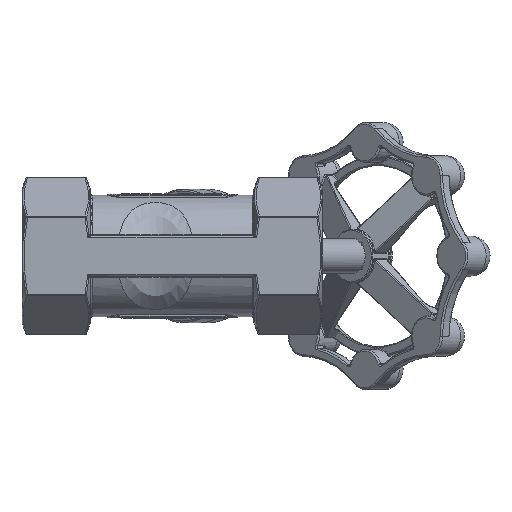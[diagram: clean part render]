
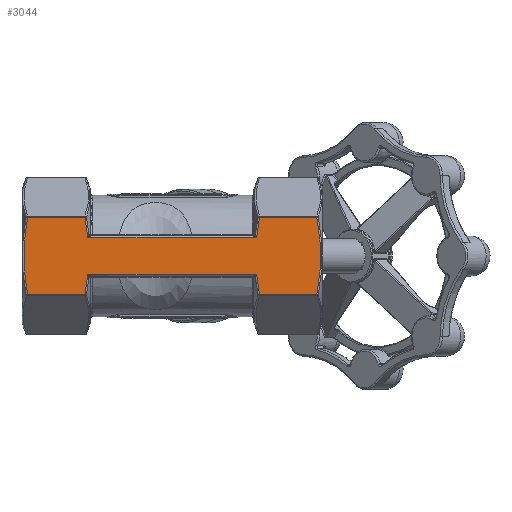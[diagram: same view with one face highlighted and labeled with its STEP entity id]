
A CAD part, front view. The second image highlights one B-rep face of the part: STEP entity #3044.
In plain terms, the highlighted planar face has unit normal (0, -1, 0).
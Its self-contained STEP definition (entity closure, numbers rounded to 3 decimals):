
#3044 = ADVANCED_FACE ( 'NONE', ( #7783 ), #8769, .T. ) ;
#3423 = CARTESIAN_POINT ( 'NONE',  ( 70.302, -20.5, -5.5 ) ) ;
#4270 = LINE ( 'NONE', #49563, #4271 ) ;
#4271 = VECTOR ( 'NONE', #49565, 1000. ) ;
#7783 = FACE_OUTER_BOUND ( 'NONE', #24886, .T. ) ;
#8769 = PLANE ( 'NONE',  #35332 ) ;
#8823 = CARTESIAN_POINT ( 'NONE',  ( 0., -20.5, -24.001 ) ) ;
#8879 = DIRECTION ( 'NONE',  ( 0., -1., 0. ) ) ;
#8990 = DIRECTION ( 'NONE',  ( 0., 0., -1. ) ) ;
#9870 = CARTESIAN_POINT ( 'NONE',  ( 71.158, -20.5, 11.547 ) ) ;
#9873 = CARTESIAN_POINT ( 'NONE',  ( 70.793, -20.5, 9.543 ) ) ;
#9875 = CARTESIAN_POINT ( 'NONE',  ( 70.498, -20.5, 7.528 ) ) ;
#9878 = CARTESIAN_POINT ( 'NONE',  ( 70.302, -20.5, 5.5 ) ) ;
#12867 = CARTESIAN_POINT ( 'NONE',  ( 0., -20.5, -11.547 ) ) ;
#12870 = DIRECTION ( 'NONE',  ( 1., 0., 0. ) ) ;
#14529 = ORIENTED_EDGE ( 'NONE', *, *, #17049, .T. ) ;
#14693 = ORIENTED_EDGE ( 'NONE', *, *, #25820, .T. ) ;
#14776 = ORIENTED_EDGE ( 'NONE', *, *, #17057, .T. ) ;
#14836 = ORIENTED_EDGE ( 'NONE', *, *, #25545, .T. ) ;
#14993 = ORIENTED_EDGE ( 'NONE', *, *, #26017, .T. ) ;
#15123 = ORIENTED_EDGE ( 'NONE', *, *, #25836, .T. ) ;
#15262 = ORIENTED_EDGE ( 'NONE', *, *, #25909, .T. ) ;
#15303 = ORIENTED_EDGE ( 'NONE', *, *, #16981, .T. ) ;
#15310 = ORIENTED_EDGE ( 'NONE', *, *, #17221, .T. ) ;
#15350 = ORIENTED_EDGE ( 'NONE', *, *, #26075, .T. ) ;
#15446 = ORIENTED_EDGE ( 'NONE', *, *, #17132, .T. ) ;
#15476 = ORIENTED_EDGE ( 'NONE', *, *, #26050, .T. ) ;
#16981 = EDGE_CURVE ( 'NONE', #26237, #26181, #38249, .T. ) ;
#17049 = EDGE_CURVE ( 'NONE', #26181, #26221, #33093, .T. ) ;
#17057 = EDGE_CURVE ( 'NONE', #26222, #26237, #33054, .T. ) ;
#17132 = EDGE_CURVE ( 'NONE', #26221, #26167, #38157, .T. ) ;
#17221 = EDGE_CURVE ( 'NONE', #26167, #26179, #4270, .T. ) ;
#19491 = CARTESIAN_POINT ( 'NONE',  ( 19.698, -20.5, 5.5 ) ) ;
#24886 = EDGE_LOOP ( 'NONE', ( #14776, #15303, #14529, #15446, #15310, #14693, #15123, #15350, #14993, #15476, #15262, #14836 ) ) ;
#25545 = EDGE_CURVE ( 'NONE', #34532, #26222, #59453, .T. ) ;
#25820 = EDGE_CURVE ( 'NONE', #26179, #26204, #59438, .T. ) ;
#25836 = EDGE_CURVE ( 'NONE', #26204, #26273, #34075, .T. ) ;
#25909 = EDGE_CURVE ( 'NONE', #34550, #34532, #34016, .T. ) ;
#26017 = EDGE_CURVE ( 'NONE', #34539, #34529, #42757, .T. ) ;
#26050 = EDGE_CURVE ( 'NONE', #34529, #34550, #59531, .T. ) ;
#26075 = EDGE_CURVE ( 'NONE', #26273, #34539, #59418, .T. ) ;
#26167 = VERTEX_POINT ( 'NONE', #27379 ) ;
#26179 = VERTEX_POINT ( 'NONE', #53309 ) ;
#26181 = VERTEX_POINT ( 'NONE', #53331 ) ;
#26204 = VERTEX_POINT ( 'NONE', #39509 ) ;
#26221 = VERTEX_POINT ( 'NONE', #51547 ) ;
#26222 = VERTEX_POINT ( 'NONE', #50740 ) ;
#26237 = VERTEX_POINT ( 'NONE', #19491 ) ;
#26273 = VERTEX_POINT ( 'NONE', #3423 ) ;
#27379 = CARTESIAN_POINT ( 'NONE',  ( 1.658, -20.5, -11.547 ) ) ;
#31822 = CARTESIAN_POINT ( 'NONE',  ( 19.698, -20.5, -5.5 ) ) ;
#32259 = CARTESIAN_POINT ( 'NONE',  ( 19.502, -20.5, -7.528 ) ) ;
#32348 = CARTESIAN_POINT ( 'NONE',  ( 19.207, -20.5, -9.543 ) ) ;
#32605 = CARTESIAN_POINT ( 'NONE',  ( 18.842, -20.5, -11.547 ) ) ;
#32766 = CARTESIAN_POINT ( 'NONE',  ( 1.658, -20.5, 11.547 ) ) ;
#33054 = LINE ( 'NONE', #67300, #33055 ) ;
#33055 = VECTOR ( 'NONE', #67301, 1000. ) ;
#33093 = LINE ( 'NONE', #67264, #33094 ) ;
#33094 = VECTOR ( 'NONE', #67265, 1000. ) ;
#34016 = LINE ( 'NONE', #39566, #34017 ) ;
#34017 = VECTOR ( 'NONE', #39105, 1000. ) ;
#34075 = LINE ( 'NONE', #66546, #34076 ) ;
#34076 = VECTOR ( 'NONE', #66544, 1000. ) ;
#34529 = VERTEX_POINT ( 'NONE', #40529 ) ;
#34532 = VERTEX_POINT ( 'NONE', #40533 ) ;
#34539 = VERTEX_POINT ( 'NONE', #40538 ) ;
#34550 = VERTEX_POINT ( 'NONE', #40550 ) ;
#35332 = AXIS2_PLACEMENT_3D ( 'NONE', #8823, #8879, #8990 ) ;
#38157 = B_SPLINE_CURVE_WITH_KNOTS ( 'NONE', 3,
 ( #32766, #49019, #49021, #49023, #49025, #49028, #49030, #49032, #49034, #49036 ),
 .UNSPECIFIED., .F., .F.,
 ( 4, 2, 2, 2, 4 ),
 ( 0., 0.006, 0.012, 0.017, 0.023 ),
 .UNSPECIFIED. ) ;
#38249 = B_SPLINE_CURVE_WITH_KNOTS ( 'NONE', 3,
 ( #66851, #66853, #66854, #66855 ),
 .UNSPECIFIED., .F., .F.,
 ( 4, 4 ),
 ( 0., 0.006 ),
 .UNSPECIFIED. ) ;
#38669 = CARTESIAN_POINT ( 'NONE',  ( 70.302, -20.5, -5.5 ) ) ;
#38973 = CARTESIAN_POINT ( 'NONE',  ( 70.793, -20.5, -9.543 ) ) ;
#39050 = CARTESIAN_POINT ( 'NONE',  ( 71.158, -20.5, -11.547 ) ) ;
#39105 = DIRECTION ( 'NONE',  ( -1., 0., 0. ) ) ;
#39207 = CARTESIAN_POINT ( 'NONE',  ( 70.498, -20.5, -7.528 ) ) ;
#39426 = CARTESIAN_POINT ( 'NONE',  ( 88.342, -20.5, 11.547 ) ) ;
#39429 = CARTESIAN_POINT ( 'NONE',  ( 88.689, -20.5, 9.638 ) ) ;
#39436 = CARTESIAN_POINT ( 'NONE',  ( 88.973, -20.5, 7.723 ) ) ;
#39438 = CARTESIAN_POINT ( 'NONE',  ( 89.363, -20.5, 3.875 ) ) ;
#39440 = CARTESIAN_POINT ( 'NONE',  ( 89.468, -20.5, 1.943 ) ) ;
#39445 = CARTESIAN_POINT ( 'NONE',  ( 89.468, -20.5, -1.943 ) ) ;
#39452 = CARTESIAN_POINT ( 'NONE',  ( 89.363, -20.5, -3.875 ) ) ;
#39465 = CARTESIAN_POINT ( 'NONE',  ( 88.973, -20.5, -7.723 ) ) ;
#39467 = CARTESIAN_POINT ( 'NONE',  ( 88.689, -20.5, -9.638 ) ) ;
#39472 = CARTESIAN_POINT ( 'NONE',  ( 88.342, -20.5, -11.547 ) ) ;
#39509 = CARTESIAN_POINT ( 'NONE',  ( 19.698, -20.5, -5.5 ) ) ;
#39566 = CARTESIAN_POINT ( 'NONE',  ( 0., -20.5, 11.547 ) ) ;
#40529 = CARTESIAN_POINT ( 'NONE',  ( 88.342, -20.5, -11.547 ) ) ;
#40533 = CARTESIAN_POINT ( 'NONE',  ( 71.158, -20.5, 11.547 ) ) ;
#40538 = CARTESIAN_POINT ( 'NONE',  ( 71.158, -20.5, -11.547 ) ) ;
#40550 = CARTESIAN_POINT ( 'NONE',  ( 88.342, -20.5, 11.547 ) ) ;
#42757 = LINE ( 'NONE', #12867, #43560 ) ;
#43560 = VECTOR ( 'NONE', #12870, 1000. ) ;
#49019 = CARTESIAN_POINT ( 'NONE',  ( 1.311, -20.5, 9.638 ) ) ;
#49021 = CARTESIAN_POINT ( 'NONE',  ( 1.027, -20.5, 7.723 ) ) ;
#49023 = CARTESIAN_POINT ( 'NONE',  ( 0.637, -20.5, 3.875 ) ) ;
#49025 = CARTESIAN_POINT ( 'NONE',  ( 0.532, -20.5, 1.943 ) ) ;
#49028 = CARTESIAN_POINT ( 'NONE',  ( 0.532, -20.5, -1.943 ) ) ;
#49030 = CARTESIAN_POINT ( 'NONE',  ( 0.637, -20.5, -3.875 ) ) ;
#49032 = CARTESIAN_POINT ( 'NONE',  ( 1.027, -20.5, -7.723 ) ) ;
#49034 = CARTESIAN_POINT ( 'NONE',  ( 1.311, -20.5, -9.638 ) ) ;
#49036 = CARTESIAN_POINT ( 'NONE',  ( 1.658, -20.5, -11.547 ) ) ;
#49563 = CARTESIAN_POINT ( 'NONE',  ( 0., -20.5, -11.547 ) ) ;
#49565 = DIRECTION ( 'NONE',  ( 1., 0., 0. ) ) ;
#50740 = CARTESIAN_POINT ( 'NONE',  ( 70.302, -20.5, 5.5 ) ) ;
#51547 = CARTESIAN_POINT ( 'NONE',  ( 1.658, -20.5, 11.547 ) ) ;
#53309 = CARTESIAN_POINT ( 'NONE',  ( 18.842, -20.5, -11.547 ) ) ;
#53331 = CARTESIAN_POINT ( 'NONE',  ( 18.842, -20.5, 11.547 ) ) ;
#59418 = B_SPLINE_CURVE_WITH_KNOTS ( 'NONE', 3,
 ( #38669, #39207, #38973, #39050 ),
 .UNSPECIFIED., .F., .F.,
 ( 4, 4 ),
 ( 0., 0.006 ),
 .UNSPECIFIED. ) ;
#59438 = B_SPLINE_CURVE_WITH_KNOTS ( 'NONE', 3,
 ( #32605, #32348, #32259, #31822 ),
 .UNSPECIFIED., .F., .F.,
 ( 4, 4 ),
 ( 0., 0.006 ),
 .UNSPECIFIED. ) ;
#59453 = B_SPLINE_CURVE_WITH_KNOTS ( 'NONE', 3,
 ( #9870, #9873, #9875, #9878 ),
 .UNSPECIFIED., .F., .F.,
 ( 4, 4 ),
 ( 0., 0.006 ),
 .UNSPECIFIED. ) ;
#59531 = B_SPLINE_CURVE_WITH_KNOTS ( 'NONE', 3,
 ( #39472, #39467, #39465, #39452, #39445, #39440, #39438, #39436, #39429, #39426 ),
 .UNSPECIFIED., .F., .F.,
 ( 4, 2, 2, 2, 4 ),
 ( 0., 0.006, 0.012, 0.017, 0.023 ),
 .UNSPECIFIED. ) ;
#66544 = DIRECTION ( 'NONE',  ( 1., 0., 0. ) ) ;
#66546 = CARTESIAN_POINT ( 'NONE',  ( 0., -20.5, -5.5 ) ) ;
#66851 = CARTESIAN_POINT ( 'NONE',  ( 19.698, -20.5, 5.5 ) ) ;
#66853 = CARTESIAN_POINT ( 'NONE',  ( 19.502, -20.5, 7.528 ) ) ;
#66854 = CARTESIAN_POINT ( 'NONE',  ( 19.207, -20.5, 9.543 ) ) ;
#66855 = CARTESIAN_POINT ( 'NONE',  ( 18.842, -20.5, 11.547 ) ) ;
#67264 = CARTESIAN_POINT ( 'NONE',  ( 0., -20.5, 11.547 ) ) ;
#67265 = DIRECTION ( 'NONE',  ( -1., 0., 0. ) ) ;
#67300 = CARTESIAN_POINT ( 'NONE',  ( 0., -20.5, 5.5 ) ) ;
#67301 = DIRECTION ( 'NONE',  ( -1., 0., 0. ) ) ;
